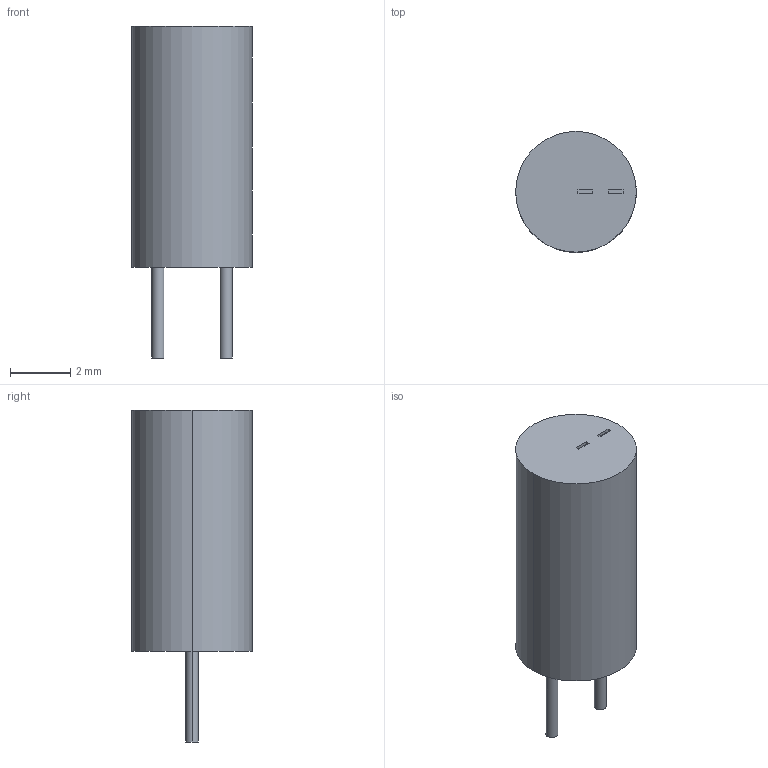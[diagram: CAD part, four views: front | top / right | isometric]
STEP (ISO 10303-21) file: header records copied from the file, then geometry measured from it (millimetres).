
FILE_DESCRIPTION (( 'STEP AP214' ), '1' );
FILE_NAME ('CAP15-4.STEP', '2011-08-14T13:47:34', ( '微软用户' ), ( '微软中国' ), 'SwSTEP 2.0', 'SolidWorks 2011', '' );
FILE_SCHEMA (( 'AUTOMOTIVE_DESIGN' ));
Length unit declared in the file: millimetre
Products named in the file (1): CAP15-4
Bounding box: 4 x 4 x 11 mm (x, y, z)
Volume: 101.2 mm3; surface area: 134.1 mm2
Topology: 1 solids, 1 shells, 40 faces, 102 edges, 68 vertices
Faces by surface type: plane 34, cylinder 6
Entity records: 1292 total; most frequent: DIRECTION 212, CARTESIAN_POINT 211, ORIENTED_EDGE 204, EDGE_CURVE 102, VECTOR 74, LINE 74, AXIS2_PLACEMENT_3D 69, VERTEX_POINT 68
